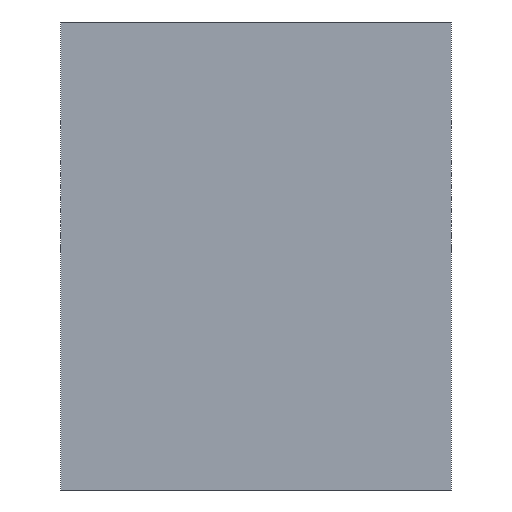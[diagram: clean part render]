
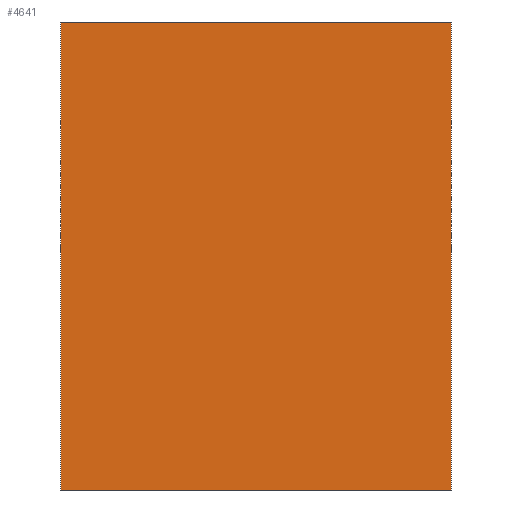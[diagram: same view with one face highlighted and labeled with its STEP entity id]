
A CAD part, left-side view. The second image highlights one B-rep face of the part: STEP entity #4641.
In plain terms, the highlighted planar face has unit normal (-1, 0, 0).
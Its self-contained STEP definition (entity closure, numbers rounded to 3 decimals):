
#387=FACE_OUTER_BOUND('',#652,.T.);
#652=EDGE_LOOP('',(#4067,#4068,#4069,#4070));
#1232=LINE('',#7509,#1816);
#1233=LINE('',#7511,#1817);
#1234=LINE('',#7513,#1818);
#1235=LINE('',#7514,#1819);
#1816=VECTOR('',#6210,10.);
#1817=VECTOR('',#6211,10.);
#1818=VECTOR('',#6212,10.);
#1819=VECTOR('',#6213,10.);
#2232=VERTEX_POINT('',#7507);
#2233=VERTEX_POINT('',#7508);
#2234=VERTEX_POINT('',#7510);
#2235=VERTEX_POINT('',#7512);
#2847=EDGE_CURVE('',#2232,#2233,#1232,.T.);
#2848=EDGE_CURVE('',#2233,#2234,#1233,.T.);
#2849=EDGE_CURVE('',#2235,#2234,#1234,.T.);
#2850=EDGE_CURVE('',#2232,#2235,#1235,.T.);
#4067=ORIENTED_EDGE('',*,*,#2847,.T.);
#4068=ORIENTED_EDGE('',*,*,#2848,.T.);
#4069=ORIENTED_EDGE('',*,*,#2849,.F.);
#4070=ORIENTED_EDGE('',*,*,#2850,.F.);
#4323=PLANE('',#5039);
#4641=ADVANCED_FACE('',(#387),#4323,.T.);
#5039=AXIS2_PLACEMENT_3D('',#7506,#6208,#6209);
#6208=DIRECTION('center_axis',(-1.,0.,0.));
#6209=DIRECTION('ref_axis',(0.,-1.,0.));
#6210=DIRECTION('',(0.,-1.,0.));
#6211=DIRECTION('',(0.,0.,1.));
#6212=DIRECTION('',(0.,-1.,0.));
#6213=DIRECTION('',(0.,0.,1.));
#7506=CARTESIAN_POINT('Origin',(-30.,25.,0.));
#7507=CARTESIAN_POINT('',(-30.,25.,0.));
#7508=CARTESIAN_POINT('',(-30.,-25.,0.));
#7509=CARTESIAN_POINT('',(-30.,25.,0.));
#7510=CARTESIAN_POINT('',(-30.,-25.,60.));
#7511=CARTESIAN_POINT('',(-30.,-25.,0.));
#7512=CARTESIAN_POINT('',(-30.,25.,60.));
#7513=CARTESIAN_POINT('',(-30.,25.,60.));
#7514=CARTESIAN_POINT('',(-30.,25.,0.));
